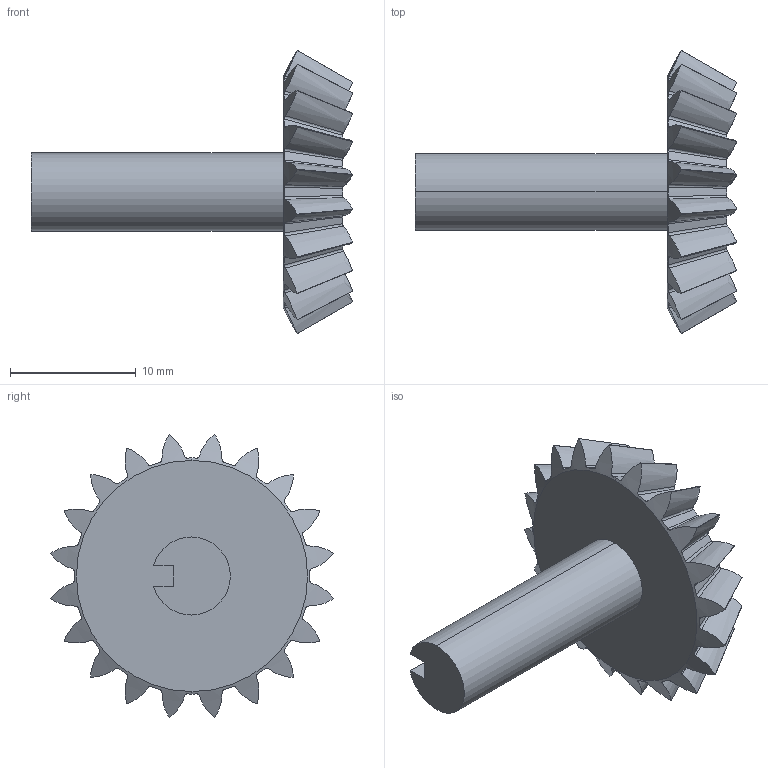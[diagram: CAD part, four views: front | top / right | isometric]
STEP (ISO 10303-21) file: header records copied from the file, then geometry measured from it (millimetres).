
FILE_DESCRIPTION (( 'STEP AP214' ), '1' );
FILE_NAME ('straight bevel pinion_aiii.STEP', '2022-10-10T07:49:52', ( '' ), ( '' ), 'SwSTEP 2.0', 'SolidWorks 2022', '' );
FILE_SCHEMA (( 'AUTOMOTIVE_DESIGN' ));
Length unit declared in the file: millimetre
Products named in the file (1): straight bevel pinion_aiii
Bounding box: 25.51 x 22.49 x 22.49 mm (x, y, z)
Volume: 1801.8 mm3; surface area: 1527.4 mm2
Topology: 1 solids, 1 shells, 133 faces, 390 edges, 260 vertices
Faces by surface type: bspline 100, cone 24, plane 6, cylinder 3
Entity records: 7468 total; most frequent: CARTESIAN_POINT 4732, ORIENTED_EDGE 780, EDGE_CURVE 390, DIRECTION 264, VERTEX_POINT 260, B_SPLINE_CURVE_WITH_KNOTS 244, EDGE_LOOP 134, ADVANCED_FACE 133
